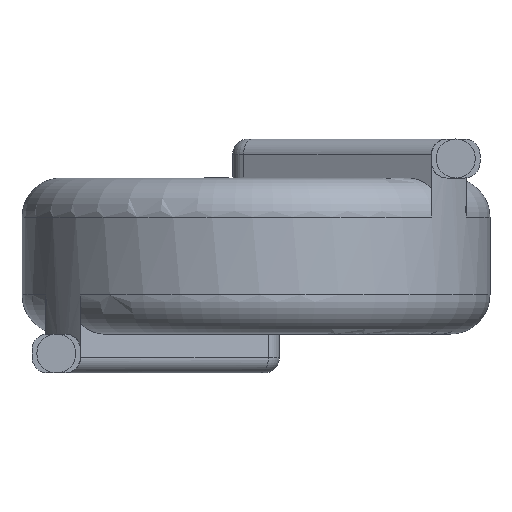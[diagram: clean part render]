
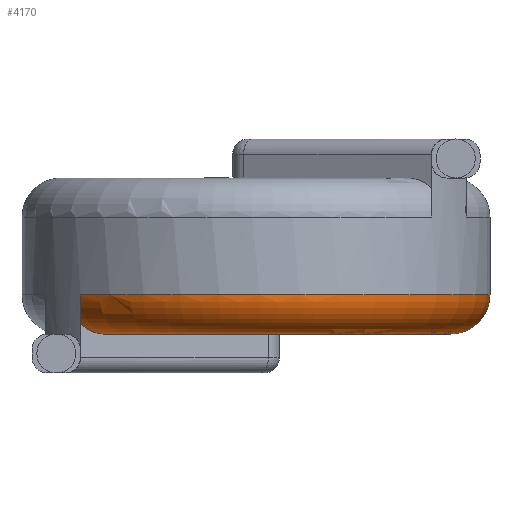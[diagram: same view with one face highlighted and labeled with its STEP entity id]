
A CAD part, front view. The second image highlights one B-rep face of the part: STEP entity #4170.
In plain terms, the highlighted toroidal (fillet/blend) face has major radius 2.5 mm and minor radius 0.5 mm.
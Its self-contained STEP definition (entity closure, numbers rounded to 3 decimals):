
#297 = CARTESIAN_POINT ( 'NONE',  ( -2.25, -1.747, -0.858 ) ) ;
#474 = CARTESIAN_POINT ( 'NONE',  ( 3., 0., -0.5 ) ) ;
#490 = CARTESIAN_POINT ( 'NONE',  ( -2.25, -1.87, -0.771 ) ) ;
#631 = ORIENTED_EDGE ( 'NONE', *, *, #1852, .F. ) ;
#649 = CARTESIAN_POINT ( 'NONE',  ( 0., 0., -0.5 ) ) ;
#666 = CIRCLE ( 'NONE', #2083, 3. ) ;
#717 = ORIENTED_EDGE ( 'NONE', *, *, #5584, .T. ) ;
#804 = CARTESIAN_POINT ( 'NONE',  ( -1.952, -1.562, -1. ) ) ;
#901 = CIRCLE ( 'NONE', #2126, 2.5 ) ;
#1009 = AXIS2_PLACEMENT_3D ( 'NONE', #1261, #5376, #3986 ) ;
#1058 = CARTESIAN_POINT ( 'NONE',  ( 0., 0., -0.5 ) ) ;
#1261 = CARTESIAN_POINT ( 'NONE',  ( 2.5, 0., -0.5 ) ) ;
#1295 = ORIENTED_EDGE ( 'NONE', *, *, #3077, .F. ) ;
#1453 = CARTESIAN_POINT ( 'NONE',  ( -2.25, -1.747, -0.858 ) ) ;
#1723 = DIRECTION ( 'NONE',  ( 0., 0., -1. ) ) ;
#1852 = EDGE_CURVE ( 'NONE', #3766, #2299, #666, .T. ) ;
#1920 = FACE_OUTER_BOUND ( 'NONE', #3595, .T. ) ;
#1933 = CARTESIAN_POINT ( 'NONE',  ( -2.25, -1.812, -0.82 ) ) ;
#2022 = DIRECTION ( 'NONE',  ( 1., 0., 0. ) ) ;
#2083 = AXIS2_PLACEMENT_3D ( 'NONE', #1058, #4248, #2022 ) ;
#2126 = AXIS2_PLACEMENT_3D ( 'NONE', #4444, #1723, #2700 ) ;
#2299 = VERTEX_POINT ( 'NONE', #474 ) ;
#2589 = VERTEX_POINT ( 'NONE', #5491 ) ;
#2617 = ORIENTED_EDGE ( 'NONE', *, *, #3886, .F. ) ;
#2700 = DIRECTION ( 'NONE',  ( 1., 0., 0. ) ) ;
#2920 = AXIS2_PLACEMENT_3D ( 'NONE', #649, #3734, #3388 ) ;
#3077 = EDGE_CURVE ( 'NONE', #2589, #5555, #4865, .T. ) ;
#3281 = CARTESIAN_POINT ( 'NONE',  ( -2.25, -1.984, -0.576 ) ) ;
#3388 = DIRECTION ( 'NONE',  ( 1., 0., 0. ) ) ;
#3409 = TOROIDAL_SURFACE ( 'NONE', #2920, 2.5, 0.5 ) ;
#3570 = CARTESIAN_POINT ( 'NONE',  ( -2.25, -1.984, -0.5 ) ) ;
#3595 = EDGE_LOOP ( 'NONE', ( #4157, #717, #631, #2617, #1295 ) ) ;
#3734 = DIRECTION ( 'NONE',  ( 0., 0., 1. ) ) ;
#3766 = VERTEX_POINT ( 'NONE', #3570 ) ;
#3886 = EDGE_CURVE ( 'NONE', #5555, #3766, #5795, .T. ) ;
#3932 = CARTESIAN_POINT ( 'NONE',  ( -2.25, -1.747, -0.858 ) ) ;
#3986 = DIRECTION ( 'NONE',  ( 0., 0., -1. ) ) ;
#4157 = ORIENTED_EDGE ( 'NONE', *, *, #4921, .F. ) ;
#4170 = ADVANCED_FACE ( 'NONE', ( #1920 ), #3409, .T. ) ;
#4248 = DIRECTION ( 'NONE',  ( 0., 0., 1. ) ) ;
#4444 = CARTESIAN_POINT ( 'NONE',  ( 0., 0., -1. ) ) ;
#4539 = CARTESIAN_POINT ( 'NONE',  ( -2.25, -1.984, -0.5 ) ) ;
#4786 = CIRCLE ( 'NONE', #1009, 0.5 ) ;
#4849 = CARTESIAN_POINT ( 'NONE',  ( -2.17, -1.698, -0.949 ) ) ;
#4865 = B_SPLINE_CURVE_WITH_KNOTS ( 'NONE', 3,
 ( #804, #5214, #4849, #297 ),
 .UNSPECIFIED., .F., .F.,
 ( 4, 4 ),
 ( 0., 0. ),
 .UNSPECIFIED. ) ;
#4921 = EDGE_CURVE ( 'NONE', #5455, #2589, #901, .T. ) ;
#5175 = CARTESIAN_POINT ( 'NONE',  ( 2.5, 0., -1. ) ) ;
#5214 = CARTESIAN_POINT ( 'NONE',  ( -2.063, -1.631, -1. ) ) ;
#5376 = DIRECTION ( 'NONE',  ( 0., -1., 0. ) ) ;
#5455 = VERTEX_POINT ( 'NONE', #5175 ) ;
#5491 = CARTESIAN_POINT ( 'NONE',  ( -1.952, -1.562, -1. ) ) ;
#5494 = CARTESIAN_POINT ( 'NONE',  ( -2.25, -1.957, -0.649 ) ) ;
#5555 = VERTEX_POINT ( 'NONE', #3932 ) ;
#5584 = EDGE_CURVE ( 'NONE', #5455, #2299, #4786, .T. ) ;
#5795 = B_SPLINE_CURVE_WITH_KNOTS ( 'NONE', 3,
 ( #1453, #1933, #490, #5494, #3281, #4539 ),
 .UNSPECIFIED., .F., .F.,
 ( 4, 2, 4 ),
 ( 0., 0., 0. ),
 .UNSPECIFIED. ) ;
